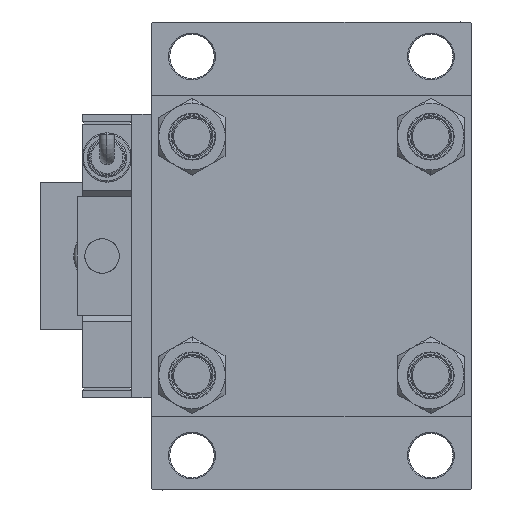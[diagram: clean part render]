
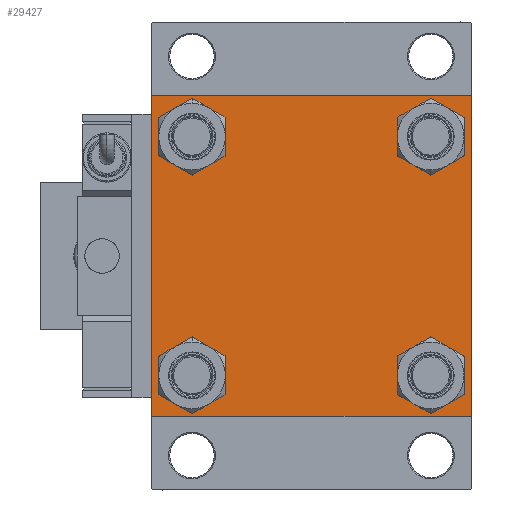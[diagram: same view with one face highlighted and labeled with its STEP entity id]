
A CAD part, left-side view. The second image highlights one B-rep face of the part: STEP entity #29427.
In plain terms, the highlighted planar face has unit normal (-1, 0, 0).
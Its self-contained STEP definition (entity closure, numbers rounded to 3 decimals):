
#644 = CARTESIAN_POINT ( 'NONE',  ( 0., 48.45, 48.45 ) ) ;
#1400 = DIRECTION ( 'NONE',  ( 0., 0., 1. ) ) ;
#1421 = AXIS2_PLACEMENT_3D ( 'NONE', #47680, #22798, #1400 ) ;
#1660 = EDGE_CURVE ( 'NONE', #28676, #47584, #7309, .T. ) ;
#2658 = VECTOR ( 'NONE', #17071, 1000. ) ;
#2946 = DIRECTION ( 'NONE',  ( 0., 0., 1. ) ) ;
#3270 = DIRECTION ( 'NONE',  ( 0., -0.707, -0.707 ) ) ;
#3275 = CARTESIAN_POINT ( 'NONE',  ( 0., -65., 65. ) ) ;
#3773 = CARTESIAN_POINT ( 'NONE',  ( 0., 48.45, -48.45 ) ) ;
#3774 = CARTESIAN_POINT ( 'NONE',  ( 0., 64.5, 65. ) ) ;
#3876 = ORIENTED_EDGE ( 'NONE', *, *, #15481, .T. ) ;
#4438 = DIRECTION ( 'NONE',  ( 1., 0., 0. ) ) ;
#4972 = DIRECTION ( 'NONE',  ( 0., 0., 1. ) ) ;
#5142 = CIRCLE ( 'NONE', #38331, 8.5 ) ;
#5285 = ORIENTED_EDGE ( 'NONE', *, *, #19453, .T. ) ;
#5390 = VECTOR ( 'NONE', #32321, 1000. ) ;
#5421 = CARTESIAN_POINT ( 'NONE',  ( 0., -65., 64.5 ) ) ;
#7309 = CIRCLE ( 'NONE', #37884, 8.5 ) ;
#7367 = EDGE_CURVE ( 'NONE', #26065, #14036, #35496, .T. ) ;
#7621 = LINE ( 'NONE', #23539, #35884 ) ;
#8106 = CARTESIAN_POINT ( 'NONE',  ( 0., -64.75, 64.75 ) ) ;
#8119 = EDGE_CURVE ( 'NONE', #26409, #15894, #37359, .T. ) ;
#8798 = CARTESIAN_POINT ( 'NONE',  ( 0., 64.75, 64.75 ) ) ;
#8904 = CARTESIAN_POINT ( 'NONE',  ( 0., 64.5, -65. ) ) ;
#8963 = CIRCLE ( 'NONE', #53529, 8.5 ) ;
#9106 = CARTESIAN_POINT ( 'NONE',  ( 0., -48.45, -48.45 ) ) ;
#9279 = ORIENTED_EDGE ( 'NONE', *, *, #27968, .T. ) ;
#9372 = DIRECTION ( 'NONE',  ( 0., 0., 1. ) ) ;
#9619 = EDGE_CURVE ( 'NONE', #12847, #53959, #16750, .T. ) ;
#9818 = ORIENTED_EDGE ( 'NONE', *, *, #8119, .T. ) ;
#10931 = FACE_BOUND ( 'NONE', #14754, .T. ) ;
#11154 = ORIENTED_EDGE ( 'NONE', *, *, #33092, .F. ) ;
#11465 = EDGE_LOOP ( 'NONE', ( #40230, #14312 ) ) ;
#12083 = DIRECTION ( 'NONE',  ( 1., 0., 0. ) ) ;
#12261 = VERTEX_POINT ( 'NONE', #13909 ) ;
#12773 = EDGE_CURVE ( 'NONE', #47584, #28676, #14661, .T. ) ;
#12847 = VERTEX_POINT ( 'NONE', #3774 ) ;
#13909 = CARTESIAN_POINT ( 'NONE',  ( 0., 48.45, 39.95 ) ) ;
#14036 = VERTEX_POINT ( 'NONE', #50365 ) ;
#14241 = FACE_BOUND ( 'NONE', #11465, .T. ) ;
#14312 = ORIENTED_EDGE ( 'NONE', *, *, #1660, .T. ) ;
#14421 = VERTEX_POINT ( 'NONE', #23684 ) ;
#14661 = CIRCLE ( 'NONE', #44358, 8.5 ) ;
#14754 = EDGE_LOOP ( 'NONE', ( #49132, #36600 ) ) ;
#14900 = DIRECTION ( 'NONE',  ( 0., 0., 1. ) ) ;
#15311 = PLANE ( 'NONE',  #25470 ) ;
#15481 = EDGE_CURVE ( 'NONE', #12261, #14421, #5142, .T. ) ;
#15894 = VERTEX_POINT ( 'NONE', #25413 ) ;
#16066 = CARTESIAN_POINT ( 'NONE',  ( 0., -48.45, -48.45 ) ) ;
#16212 = ORIENTED_EDGE ( 'NONE', *, *, #43798, .T. ) ;
#16477 = EDGE_LOOP ( 'NONE', ( #30614, #37055 ) ) ;
#16662 = CARTESIAN_POINT ( 'NONE',  ( 0., -48.45, 39.95 ) ) ;
#16750 = LINE ( 'NONE', #8798, #35571 ) ;
#17017 = DIRECTION ( 'NONE',  ( 0., 0.707, -0.707 ) ) ;
#17071 = DIRECTION ( 'NONE',  ( 0., -1., 0. ) ) ;
#18241 = CARTESIAN_POINT ( 'NONE',  ( 0., 65., -65. ) ) ;
#18668 = ORIENTED_EDGE ( 'NONE', *, *, #20077, .F. ) ;
#18945 = LINE ( 'NONE', #3275, #5390 ) ;
#18972 = VERTEX_POINT ( 'NONE', #23871 ) ;
#19136 = EDGE_LOOP ( 'NONE', ( #5285, #16212, #37692, #30161, #11154, #9818, #18668, #26614 ) ) ;
#19453 = EDGE_CURVE ( 'NONE', #53959, #53592, #7621, .T. ) ;
#19510 = CIRCLE ( 'NONE', #22113, 8.5 ) ;
#19680 = CARTESIAN_POINT ( 'NONE',  ( 0., -48.45, -39.95 ) ) ;
#20077 = EDGE_CURVE ( 'NONE', #12847, #15894, #22261, .T. ) ;
#20532 = CARTESIAN_POINT ( 'NONE',  ( 0., 65., 64.5 ) ) ;
#20833 = VECTOR ( 'NONE', #43645, 1000. ) ;
#20851 = EDGE_CURVE ( 'NONE', #41223, #18972, #8963, .T. ) ;
#21311 = EDGE_CURVE ( 'NONE', #32018, #35389, #37973, .T. ) ;
#21795 = CARTESIAN_POINT ( 'NONE',  ( 0., -64.5, -65. ) ) ;
#22072 = AXIS2_PLACEMENT_3D ( 'NONE', #9106, #33995, #9372 ) ;
#22113 = AXIS2_PLACEMENT_3D ( 'NONE', #3773, #46203, #29516 ) ;
#22261 = LINE ( 'NONE', #47418, #2658 ) ;
#22493 = EDGE_CURVE ( 'NONE', #50690, #32018, #42559, .T. ) ;
#22798 = DIRECTION ( 'NONE',  ( 1., 0., 0. ) ) ;
#23539 = CARTESIAN_POINT ( 'NONE',  ( 0., 65., 65. ) ) ;
#23684 = CARTESIAN_POINT ( 'NONE',  ( 0., 48.45, 56.95 ) ) ;
#23871 = CARTESIAN_POINT ( 'NONE',  ( 0., -48.45, -56.95 ) ) ;
#24545 = CIRCLE ( 'NONE', #31512, 8.5 ) ;
#25413 = CARTESIAN_POINT ( 'NONE',  ( 0., -64.5, 65. ) ) ;
#25470 = AXIS2_PLACEMENT_3D ( 'NONE', #44833, #31726, #2946 ) ;
#26065 = VERTEX_POINT ( 'NONE', #37794 ) ;
#26409 = VERTEX_POINT ( 'NONE', #5421 ) ;
#26614 = ORIENTED_EDGE ( 'NONE', *, *, #9619, .T. ) ;
#27968 = EDGE_CURVE ( 'NONE', #14421, #12261, #24545, .T. ) ;
#28164 = FACE_BOUND ( 'NONE', #52311, .T. ) ;
#28429 = FACE_OUTER_BOUND ( 'NONE', #19136, .T. ) ;
#28498 = CARTESIAN_POINT ( 'NONE',  ( 0., 48.45, 48.45 ) ) ;
#28676 = VERTEX_POINT ( 'NONE', #16662 ) ;
#29427 = ADVANCED_FACE ( 'NONE', ( #14241, #44563, #10931, #28164, #28429 ), #15311, .T. ) ;
#29516 = DIRECTION ( 'NONE',  ( 0., 0., 1. ) ) ;
#30161 = ORIENTED_EDGE ( 'NONE', *, *, #21311, .T. ) ;
#30614 = ORIENTED_EDGE ( 'NONE', *, *, #20851, .T. ) ;
#31512 = AXIS2_PLACEMENT_3D ( 'NONE', #644, #34055, #14900 ) ;
#31726 = DIRECTION ( 'NONE',  ( -1., 0., 0. ) ) ;
#32018 = VERTEX_POINT ( 'NONE', #21795 ) ;
#32188 = CARTESIAN_POINT ( 'NONE',  ( 0., -48.45, 48.45 ) ) ;
#32321 = DIRECTION ( 'NONE',  ( 0., 0., -1. ) ) ;
#32746 = DIRECTION ( 'NONE',  ( 0., 0., 1. ) ) ;
#33009 = DIRECTION ( 'NONE',  ( 0., 0.707, 0.707 ) ) ;
#33092 = EDGE_CURVE ( 'NONE', #26409, #35389, #18945, .T. ) ;
#33889 = CARTESIAN_POINT ( 'NONE',  ( 0., -64.75, -64.75 ) ) ;
#33995 = DIRECTION ( 'NONE',  ( 1., 0., 0. ) ) ;
#34055 = DIRECTION ( 'NONE',  ( 1., 0., 0. ) ) ;
#34314 = EDGE_CURVE ( 'NONE', #18972, #41223, #45644, .T. ) ;
#34545 = EDGE_CURVE ( 'NONE', #14036, #26065, #19510, .T. ) ;
#34745 = VECTOR ( 'NONE', #49773, 1000. ) ;
#35389 = VERTEX_POINT ( 'NONE', #49360 ) ;
#35496 = CIRCLE ( 'NONE', #1421, 8.5 ) ;
#35571 = VECTOR ( 'NONE', #17017, 1000. ) ;
#35884 = VECTOR ( 'NONE', #48424, 1000. ) ;
#36600 = ORIENTED_EDGE ( 'NONE', *, *, #34545, .T. ) ;
#37055 = ORIENTED_EDGE ( 'NONE', *, *, #34314, .T. ) ;
#37359 = LINE ( 'NONE', #8106, #53903 ) ;
#37692 = ORIENTED_EDGE ( 'NONE', *, *, #22493, .T. ) ;
#37794 = CARTESIAN_POINT ( 'NONE',  ( 0., 48.45, -39.95 ) ) ;
#37884 = AXIS2_PLACEMENT_3D ( 'NONE', #32188, #44755, #45294 ) ;
#37973 = LINE ( 'NONE', #33889, #34745 ) ;
#38331 = AXIS2_PLACEMENT_3D ( 'NONE', #28498, #12083, #40241 ) ;
#38937 = VECTOR ( 'NONE', #3270, 1000. ) ;
#40228 = LINE ( 'NONE', #40753, #38937 ) ;
#40230 = ORIENTED_EDGE ( 'NONE', *, *, #12773, .T. ) ;
#40241 = DIRECTION ( 'NONE',  ( 0., 0., 1. ) ) ;
#40753 = CARTESIAN_POINT ( 'NONE',  ( 0., 64.75, -64.75 ) ) ;
#41223 = VERTEX_POINT ( 'NONE', #19680 ) ;
#42559 = LINE ( 'NONE', #18241, #20833 ) ;
#43645 = DIRECTION ( 'NONE',  ( 0., -1., 0. ) ) ;
#43798 = EDGE_CURVE ( 'NONE', #53592, #50690, #40228, .T. ) ;
#44358 = AXIS2_PLACEMENT_3D ( 'NONE', #46599, #4438, #4972 ) ;
#44563 = FACE_BOUND ( 'NONE', #16477, .T. ) ;
#44755 = DIRECTION ( 'NONE',  ( 1., 0., 0. ) ) ;
#44833 = CARTESIAN_POINT ( 'NONE',  ( 0., 0., 0. ) ) ;
#45294 = DIRECTION ( 'NONE',  ( 0., 0., 1. ) ) ;
#45644 = CIRCLE ( 'NONE', #22072, 8.5 ) ;
#46203 = DIRECTION ( 'NONE',  ( 1., 0., 0. ) ) ;
#46599 = CARTESIAN_POINT ( 'NONE',  ( 0., -48.45, 48.45 ) ) ;
#47418 = CARTESIAN_POINT ( 'NONE',  ( 0., 65., 65. ) ) ;
#47584 = VERTEX_POINT ( 'NONE', #50597 ) ;
#47680 = CARTESIAN_POINT ( 'NONE',  ( 0., 48.45, -48.45 ) ) ;
#48424 = DIRECTION ( 'NONE',  ( 0., 0., -1. ) ) ;
#48883 = CARTESIAN_POINT ( 'NONE',  ( 0., 65., -64.5 ) ) ;
#49132 = ORIENTED_EDGE ( 'NONE', *, *, #7367, .T. ) ;
#49360 = CARTESIAN_POINT ( 'NONE',  ( 0., -65., -64.5 ) ) ;
#49773 = DIRECTION ( 'NONE',  ( 0., -0.707, 0.707 ) ) ;
#50242 = DIRECTION ( 'NONE',  ( 1., 0., 0. ) ) ;
#50365 = CARTESIAN_POINT ( 'NONE',  ( 0., 48.45, -56.95 ) ) ;
#50597 = CARTESIAN_POINT ( 'NONE',  ( 0., -48.45, 56.95 ) ) ;
#50690 = VERTEX_POINT ( 'NONE', #8904 ) ;
#52311 = EDGE_LOOP ( 'NONE', ( #9279, #3876 ) ) ;
#53529 = AXIS2_PLACEMENT_3D ( 'NONE', #16066, #50242, #32746 ) ;
#53592 = VERTEX_POINT ( 'NONE', #48883 ) ;
#53903 = VECTOR ( 'NONE', #33009, 1000. ) ;
#53959 = VERTEX_POINT ( 'NONE', #20532 ) ;
